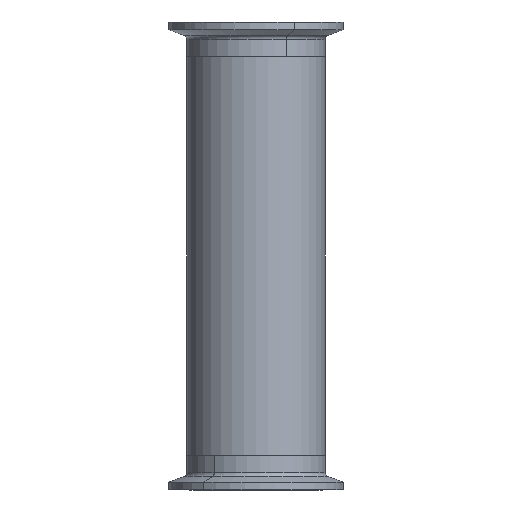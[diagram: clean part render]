
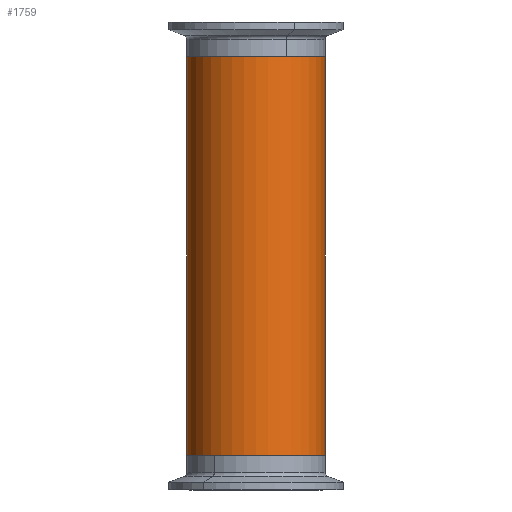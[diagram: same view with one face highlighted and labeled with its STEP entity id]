
A CAD part, front view. The second image highlights one B-rep face of the part: STEP entity #1759.
In plain terms, the highlighted cylindrical face has radius 25.4 mm (diameter 50.8 mm), a partial arc.
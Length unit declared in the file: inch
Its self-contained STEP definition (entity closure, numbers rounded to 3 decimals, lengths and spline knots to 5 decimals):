
#50 = LINE ( 'NONE', #110, #2560 ) ;
#110 = CARTESIAN_POINT ( 'NONE',  ( 1., 0., 2.87402 ) ) ;
#239 = ORIENTED_EDGE ( 'NONE', *, *, #855, .F. ) ;
#246 = DIRECTION ( 'NONE',  ( 0., 0., 1. ) ) ;
#255 = DIRECTION ( 'NONE',  ( 1., 0., 0. ) ) ;
#418 = VERTEX_POINT ( 'NONE', #835 ) ;
#429 = VECTOR ( 'NONE', #2670, 39.37008 ) ;
#504 = VERTEX_POINT ( 'NONE', #2043 ) ;
#590 = CARTESIAN_POINT ( 'NONE',  ( 0., 0., 2.87402 ) ) ;
#708 = AXIS2_PLACEMENT_3D ( 'NONE', #2074, #246, #255 ) ;
#746 = VERTEX_POINT ( 'NONE', #1370 ) ;
#783 = CIRCLE ( 'NONE', #708, 1. ) ;
#796 = ORIENTED_EDGE ( 'NONE', *, *, #2073, .T. ) ;
#801 = CARTESIAN_POINT ( 'NONE',  ( 0., 0., 2.87402 ) ) ;
#815 = DIRECTION ( 'NONE',  ( 0., 0., 1. ) ) ;
#835 = CARTESIAN_POINT ( 'NONE',  ( -1., 0., -2.87402 ) ) ;
#855 = EDGE_CURVE ( 'NONE', #2743, #504, #2148, .T. ) ;
#889 = FACE_OUTER_BOUND ( 'NONE', #2971, .T. ) ;
#1226 = DIRECTION ( 'NONE',  ( -1., 0., 0. ) ) ;
#1260 = DIRECTION ( 'NONE',  ( 0., 0., -1. ) ) ;
#1301 = DIRECTION ( 'NONE',  ( 0., 0., -1. ) ) ;
#1309 = AXIS2_PLACEMENT_3D ( 'NONE', #801, #1260, #1226 ) ;
#1353 = CYLINDRICAL_SURFACE ( 'NONE', #1309, 1. ) ;
#1370 = CARTESIAN_POINT ( 'NONE',  ( 1., 0., -2.87402 ) ) ;
#1759 = ADVANCED_FACE ( 'NONE', ( #889 ), #1353, .T. ) ;
#1866 = EDGE_CURVE ( 'NONE', #504, #746, #50, .T. ) ;
#2043 = CARTESIAN_POINT ( 'NONE',  ( 1., 0., 2.87402 ) ) ;
#2073 = EDGE_CURVE ( 'NONE', #2743, #418, #2170, .T. ) ;
#2074 = CARTESIAN_POINT ( 'NONE',  ( 0., 0., -2.87402 ) ) ;
#2120 = CARTESIAN_POINT ( 'NONE',  ( -1., 0., 2.87402 ) ) ;
#2148 = CIRCLE ( 'NONE', #2842, 1. ) ;
#2170 = LINE ( 'NONE', #2194, #429 ) ;
#2194 = CARTESIAN_POINT ( 'NONE',  ( -1., 0., 2.87402 ) ) ;
#2383 = DIRECTION ( 'NONE',  ( 1., 0., 0. ) ) ;
#2499 = ORIENTED_EDGE ( 'NONE', *, *, #2627, .T. ) ;
#2560 = VECTOR ( 'NONE', #1301, 39.37008 ) ;
#2627 = EDGE_CURVE ( 'NONE', #418, #746, #783, .T. ) ;
#2670 = DIRECTION ( 'NONE',  ( 0., 0., -1. ) ) ;
#2743 = VERTEX_POINT ( 'NONE', #2120 ) ;
#2842 = AXIS2_PLACEMENT_3D ( 'NONE', #590, #815, #2383 ) ;
#2943 = ORIENTED_EDGE ( 'NONE', *, *, #1866, .F. ) ;
#2971 = EDGE_LOOP ( 'NONE', ( #2943, #239, #796, #2499 ) ) ;
